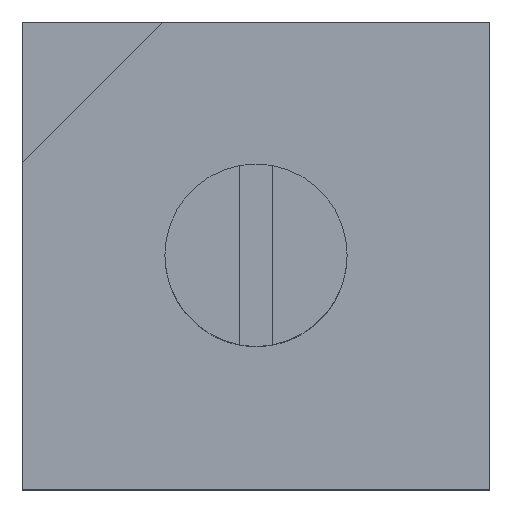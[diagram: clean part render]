
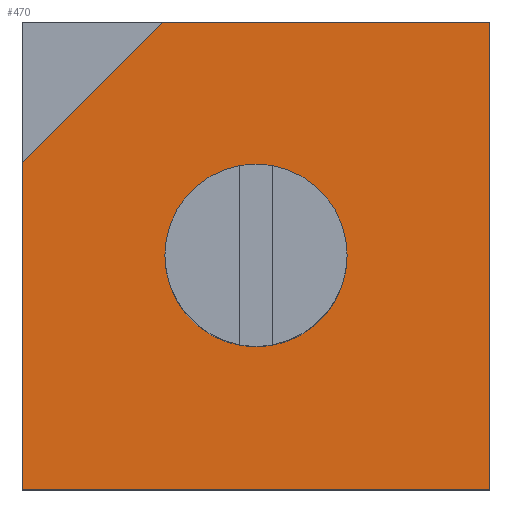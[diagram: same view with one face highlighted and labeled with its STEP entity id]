
A CAD part, top view. The second image highlights one B-rep face of the part: STEP entity #470.
In plain terms, the highlighted planar face has unit normal (0, 0, 1).
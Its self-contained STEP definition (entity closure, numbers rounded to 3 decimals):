
#14=FACE_BOUND('',#99,.T.);
#38=PLANE('',#536);
#68=FACE_OUTER_BOUND('',#98,.T.);
#98=EDGE_LOOP('',(#376,#377,#378,#379,#380));
#99=EDGE_LOOP('',(#381));
#130=LINE('',#774,#165);
#136=LINE('',#786,#171);
#137=LINE('',#788,#172);
#138=LINE('',#790,#173);
#139=LINE('',#791,#174);
#165=VECTOR('',#651,10.);
#171=VECTOR('',#661,10.);
#172=VECTOR('',#662,10.);
#173=VECTOR('',#663,10.);
#174=VECTOR('',#664,10.);
#204=CIRCLE('',#533,1.95);
#230=VERTEX_POINT('',#768);
#231=VERTEX_POINT('',#772);
#232=VERTEX_POINT('',#773);
#236=VERTEX_POINT('',#785);
#237=VERTEX_POINT('',#787);
#238=VERTEX_POINT('',#789);
#281=EDGE_CURVE('',#230,#230,#204,.T.);
#282=EDGE_CURVE('',#231,#232,#130,.T.);
#288=EDGE_CURVE('',#232,#236,#136,.T.);
#289=EDGE_CURVE('',#236,#237,#137,.T.);
#290=EDGE_CURVE('',#237,#238,#138,.T.);
#291=EDGE_CURVE('',#238,#231,#139,.T.);
#376=ORIENTED_EDGE('',*,*,#282,.T.);
#377=ORIENTED_EDGE('',*,*,#288,.T.);
#378=ORIENTED_EDGE('',*,*,#289,.T.);
#379=ORIENTED_EDGE('',*,*,#290,.T.);
#380=ORIENTED_EDGE('',*,*,#291,.T.);
#381=ORIENTED_EDGE('',*,*,#281,.T.);
#470=ADVANCED_FACE('',(#68,#14),#38,.T.);
#533=AXIS2_PLACEMENT_3D('',#770,#647,#648);
#536=AXIS2_PLACEMENT_3D('',#784,#659,#660);
#647=DIRECTION('center_axis',(0.,0.,-1.));
#648=DIRECTION('ref_axis',(1.,0.,0.));
#651=DIRECTION('',(-0.707,-0.707,0.));
#659=DIRECTION('center_axis',(0.,0.,1.));
#660=DIRECTION('ref_axis',(1.,0.,0.));
#661=DIRECTION('',(0.,-1.,0.));
#662=DIRECTION('',(1.,0.,0.));
#663=DIRECTION('',(0.,1.,0.));
#664=DIRECTION('',(-1.,0.,0.));
#768=CARTESIAN_POINT('',(-1.95,0.,7.));
#770=CARTESIAN_POINT('Origin',(0.,0.,7.));
#772=CARTESIAN_POINT('',(-2.,5.,7.));
#773=CARTESIAN_POINT('',(-5.,2.,7.));
#774=CARTESIAN_POINT('',(-2.75,4.25,7.));
#784=CARTESIAN_POINT('Origin',(0.,0.,7.));
#785=CARTESIAN_POINT('',(-5.,-5.,7.));
#786=CARTESIAN_POINT('',(-5.,5.,7.));
#787=CARTESIAN_POINT('',(5.,-5.,7.));
#788=CARTESIAN_POINT('',(-5.,-5.,7.));
#789=CARTESIAN_POINT('',(5.,5.,7.));
#790=CARTESIAN_POINT('',(5.,-5.,7.));
#791=CARTESIAN_POINT('',(5.,5.,7.));
